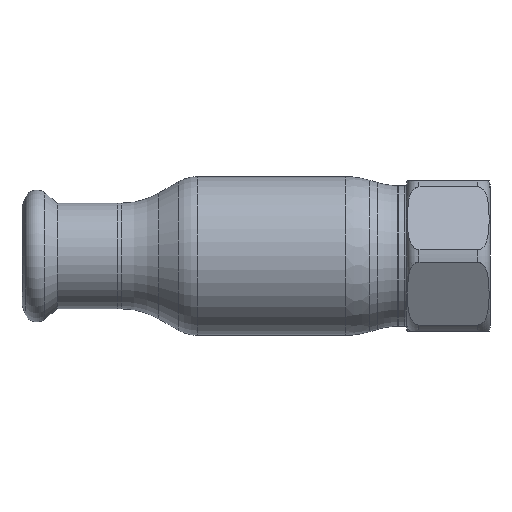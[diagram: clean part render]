
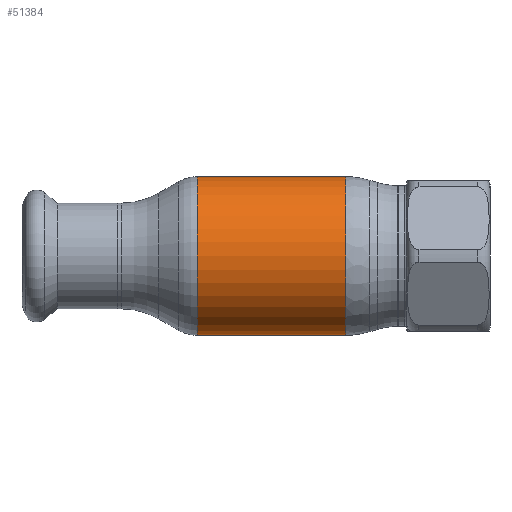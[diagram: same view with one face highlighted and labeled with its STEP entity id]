
A CAD part, front view. The second image highlights one B-rep face of the part: STEP entity #51384.
In plain terms, the highlighted cylindrical face has radius 19 mm (diameter 38 mm), a partial arc.
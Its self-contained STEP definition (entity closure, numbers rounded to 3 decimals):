
#467 = EDGE_CURVE ( 'NONE', #13041, #39490, #17558, .T. ) ;
#4881 = ORIENTED_EDGE ( 'NONE', *, *, #467, .T. ) ;
#7653 = CARTESIAN_POINT ( 'NONE',  ( -18.088, 0., 19. ) ) ;
#13041 = VERTEX_POINT ( 'NONE', #51854 ) ;
#13598 = ORIENTED_EDGE ( 'NONE', *, *, #50409, .F. ) ;
#13772 = CARTESIAN_POINT ( 'NONE',  ( 17.411, 0., 19. ) ) ;
#14591 = CARTESIAN_POINT ( 'NONE',  ( -62.69, 0., 0. ) ) ;
#17505 = AXIS2_PLACEMENT_3D ( 'NONE', #31464, #39211, #17900 ) ;
#17558 = CIRCLE ( 'NONE', #17505, 19. ) ;
#17900 = DIRECTION ( 'NONE',  ( 0., 0., 1. ) ) ;
#19266 = DIRECTION ( 'NONE',  ( -1., 0., 0. ) ) ;
#19771 = DIRECTION ( 'NONE',  ( 0., 0., 1. ) ) ;
#24717 = LINE ( 'NONE', #32569, #35943 ) ;
#25453 = CIRCLE ( 'NONE', #30091, 19. ) ;
#27236 = DIRECTION ( 'NONE',  ( 0., 0., 1. ) ) ;
#29310 = EDGE_CURVE ( 'NONE', #39490, #53178, #56533, .T. ) ;
#30091 = AXIS2_PLACEMENT_3D ( 'NONE', #50012, #40751, #27236 ) ;
#30469 = AXIS2_PLACEMENT_3D ( 'NONE', #14591, #54716, #19771 ) ;
#31464 = CARTESIAN_POINT ( 'NONE',  ( 17.411, 0., 0. ) ) ;
#31640 = FACE_OUTER_BOUND ( 'NONE', #37692, .T. ) ;
#32569 = CARTESIAN_POINT ( 'NONE',  ( -62.69, 0., -19. ) ) ;
#32585 = VECTOR ( 'NONE', #55713, 1000. ) ;
#35144 = EDGE_CURVE ( 'NONE', #55334, #53178, #25453, .T. ) ;
#35943 = VECTOR ( 'NONE', #19266, 1000. ) ;
#36642 = ORIENTED_EDGE ( 'NONE', *, *, #29310, .T. ) ;
#37692 = EDGE_LOOP ( 'NONE', ( #13598, #4881, #36642, #37701 ) ) ;
#37701 = ORIENTED_EDGE ( 'NONE', *, *, #35144, .F. ) ;
#38400 = CARTESIAN_POINT ( 'NONE',  ( -18.088, 0., -19. ) ) ;
#39211 = DIRECTION ( 'NONE',  ( -1., 0., 0. ) ) ;
#39490 = VERTEX_POINT ( 'NONE', #13772 ) ;
#40751 = DIRECTION ( 'NONE',  ( -1., 0., 0. ) ) ;
#42666 = CARTESIAN_POINT ( 'NONE',  ( -62.69, 0., 19. ) ) ;
#49243 = CYLINDRICAL_SURFACE ( 'NONE', #30469, 19. ) ;
#50012 = CARTESIAN_POINT ( 'NONE',  ( -18.088, 0., 0. ) ) ;
#50409 = EDGE_CURVE ( 'NONE', #13041, #55334, #24717, .T. ) ;
#51384 = ADVANCED_FACE ( 'NONE', ( #31640 ), #49243, .T. ) ;
#51854 = CARTESIAN_POINT ( 'NONE',  ( 17.411, 0., -19. ) ) ;
#53178 = VERTEX_POINT ( 'NONE', #7653 ) ;
#54716 = DIRECTION ( 'NONE',  ( -1., 0., 0. ) ) ;
#55334 = VERTEX_POINT ( 'NONE', #38400 ) ;
#55713 = DIRECTION ( 'NONE',  ( -1., 0., 0. ) ) ;
#56533 = LINE ( 'NONE', #42666, #32585 ) ;
